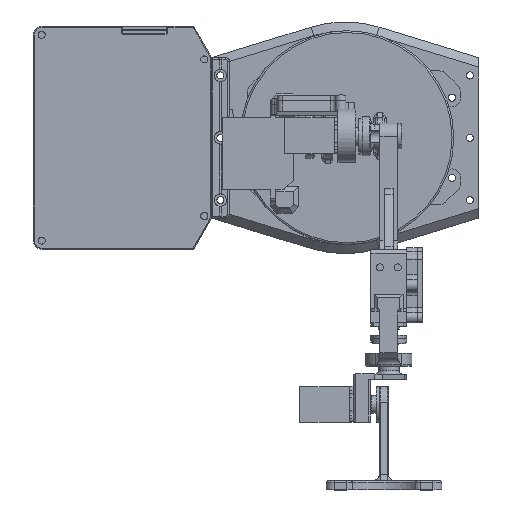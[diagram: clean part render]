
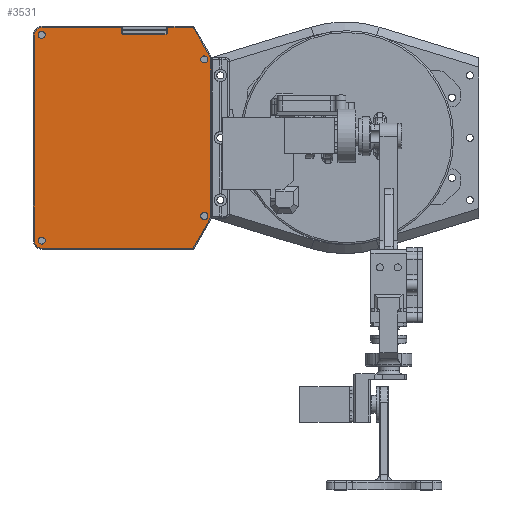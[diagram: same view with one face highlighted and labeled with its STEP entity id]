
A CAD part, top view. The second image highlights one B-rep face of the part: STEP entity #3531.
In plain terms, the highlighted planar face has unit normal (0, 0, 1).
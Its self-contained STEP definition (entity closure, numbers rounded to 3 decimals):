
#3531=ADVANCED_FACE('',(#4784,#4785,#4786,#4787,#4788),#4136,.F.);
#4136=PLANE('',#23299);
#4784=FACE_BOUND('',#6307,.T.);
#4785=FACE_BOUND('',#6308,.T.);
#4786=FACE_BOUND('',#6309,.T.);
#4787=FACE_BOUND('',#6310,.T.);
#4788=FACE_BOUND('',#6311,.T.);
#6307=EDGE_LOOP('',(#12901,#12902,#12903,#12904,#12905,#12906,#12907,#12908,
#12909,#12910,#12911,#12912,#12913,#12914,#12915,#12916,#12917,#12918));
#6308=EDGE_LOOP('',(#12919));
#6309=EDGE_LOOP('',(#12920));
#6310=EDGE_LOOP('',(#12921));
#6311=EDGE_LOOP('',(#12922));
#7375=CIRCLE('',#23287,0.5);
#7376=CIRCLE('',#23288,0.5);
#7377=CIRCLE('',#23289,1.);
#7378=CIRCLE('',#23290,1.);
#7379=CIRCLE('',#23291,4.5);
#7380=CIRCLE('',#23292,4.5);
#7381=CIRCLE('',#23293,0.5);
#7382=CIRCLE('',#23294,0.5);
#7383=CIRCLE('',#23295,2.);
#7384=CIRCLE('',#23296,2.);
#7385=CIRCLE('',#23297,2.);
#7386=CIRCLE('',#23298,2.);
#12901=ORIENTED_EDGE('',*,*,#17890,.T.);
#12902=ORIENTED_EDGE('',*,*,#17891,.T.);
#12903=ORIENTED_EDGE('',*,*,#17892,.T.);
#12904=ORIENTED_EDGE('',*,*,#17893,.T.);
#12905=ORIENTED_EDGE('',*,*,#17894,.T.);
#12906=ORIENTED_EDGE('',*,*,#17895,.T.);
#12907=ORIENTED_EDGE('',*,*,#17896,.T.);
#12908=ORIENTED_EDGE('',*,*,#17897,.T.);
#12909=ORIENTED_EDGE('',*,*,#17898,.T.);
#12910=ORIENTED_EDGE('',*,*,#17899,.T.);
#12911=ORIENTED_EDGE('',*,*,#17900,.T.);
#12912=ORIENTED_EDGE('',*,*,#17901,.T.);
#12913=ORIENTED_EDGE('',*,*,#17902,.T.);
#12914=ORIENTED_EDGE('',*,*,#17903,.T.);
#12915=ORIENTED_EDGE('',*,*,#17904,.T.);
#12916=ORIENTED_EDGE('',*,*,#17905,.T.);
#12917=ORIENTED_EDGE('',*,*,#17906,.T.);
#12918=ORIENTED_EDGE('',*,*,#17907,.T.);
#12919=ORIENTED_EDGE('',*,*,#17908,.T.);
#12920=ORIENTED_EDGE('',*,*,#17909,.T.);
#12921=ORIENTED_EDGE('',*,*,#17910,.T.);
#12922=ORIENTED_EDGE('',*,*,#17911,.T.);
#15061=VERTEX_POINT('',#37743);
#15062=VERTEX_POINT('',#37744);
#15063=VERTEX_POINT('',#37746);
#15064=VERTEX_POINT('',#37748);
#15065=VERTEX_POINT('',#37750);
#15066=VERTEX_POINT('',#37752);
#15067=VERTEX_POINT('',#37754);
#15068=VERTEX_POINT('',#37756);
#15069=VERTEX_POINT('',#37758);
#15070=VERTEX_POINT('',#37760);
#15071=VERTEX_POINT('',#37762);
#15072=VERTEX_POINT('',#37764);
#15073=VERTEX_POINT('',#37766);
#15074=VERTEX_POINT('',#37768);
#15075=VERTEX_POINT('',#37770);
#15076=VERTEX_POINT('',#37772);
#15077=VERTEX_POINT('',#37774);
#15078=VERTEX_POINT('',#37776);
#15079=VERTEX_POINT('',#37779);
#15080=VERTEX_POINT('',#37781);
#15081=VERTEX_POINT('',#37783);
#15082=VERTEX_POINT('',#37785);
#17890=EDGE_CURVE('',#15061,#15062,#7375,.T.);
#17891=EDGE_CURVE('',#15062,#15063,#19521,.T.);
#17892=EDGE_CURVE('',#15063,#15064,#7376,.T.);
#17893=EDGE_CURVE('',#15064,#15065,#19522,.T.);
#17894=EDGE_CURVE('',#15065,#15066,#19523,.T.);
#17895=EDGE_CURVE('',#15066,#15067,#7377,.T.);
#17896=EDGE_CURVE('',#15067,#15068,#19524,.T.);
#17897=EDGE_CURVE('',#15068,#15069,#7378,.T.);
#17898=EDGE_CURVE('',#15069,#15070,#19525,.T.);
#17899=EDGE_CURVE('',#15070,#15071,#19526,.T.);
#17900=EDGE_CURVE('',#15071,#15072,#7379,.T.);
#17901=EDGE_CURVE('',#15072,#15073,#19527,.T.);
#17902=EDGE_CURVE('',#15073,#15074,#7380,.T.);
#17903=EDGE_CURVE('',#15074,#15075,#19528,.T.);
#17904=EDGE_CURVE('',#15075,#15076,#7381,.T.);
#17905=EDGE_CURVE('',#15076,#15077,#19529,.T.);
#17906=EDGE_CURVE('',#15077,#15078,#7382,.T.);
#17907=EDGE_CURVE('',#15078,#15061,#19530,.T.);
#17908=EDGE_CURVE('',#15079,#15079,#7383,.T.);
#17909=EDGE_CURVE('',#15080,#15080,#7384,.T.);
#17910=EDGE_CURVE('',#15081,#15081,#7385,.T.);
#17911=EDGE_CURVE('',#15082,#15082,#7386,.T.);
#19521=LINE('',#37745,#21104);
#19522=LINE('',#37749,#21105);
#19523=LINE('',#37751,#21106);
#19524=LINE('',#37755,#21107);
#19525=LINE('',#37759,#21108);
#19526=LINE('',#37761,#21109);
#19527=LINE('',#37765,#21110);
#19528=LINE('',#37769,#21111);
#19529=LINE('',#37773,#21112);
#19530=LINE('',#37777,#21113);
#21104=VECTOR('',#29124,1.);
#21105=VECTOR('',#29127,1.);
#21106=VECTOR('',#29128,1.);
#21107=VECTOR('',#29131,1.);
#21108=VECTOR('',#29134,1.);
#21109=VECTOR('',#29135,1.);
#21110=VECTOR('',#29138,1.);
#21111=VECTOR('',#29141,1.);
#21112=VECTOR('',#29144,1.);
#21113=VECTOR('',#29147,1.);
#23287=AXIS2_PLACEMENT_3D('',#37742,#29122,#29123);
#23288=AXIS2_PLACEMENT_3D('',#37747,#29125,#29126);
#23289=AXIS2_PLACEMENT_3D('',#37753,#29129,#29130);
#23290=AXIS2_PLACEMENT_3D('',#37757,#29132,#29133);
#23291=AXIS2_PLACEMENT_3D('',#37763,#29136,#29137);
#23292=AXIS2_PLACEMENT_3D('',#37767,#29139,#29140);
#23293=AXIS2_PLACEMENT_3D('',#37771,#29142,#29143);
#23294=AXIS2_PLACEMENT_3D('',#37775,#29145,#29146);
#23295=AXIS2_PLACEMENT_3D('',#37778,#29148,#29149);
#23296=AXIS2_PLACEMENT_3D('',#37780,#29150,#29151);
#23297=AXIS2_PLACEMENT_3D('',#37782,#29152,#29153);
#23298=AXIS2_PLACEMENT_3D('',#37784,#29154,#29155);
#23299=AXIS2_PLACEMENT_3D('',#37786,#29156,#29157);
#29122=DIRECTION('',(0.,0.,1.));
#29123=DIRECTION('',(-1.,0.,0.));
#29124=DIRECTION('',(0.496,-0.868,0.));
#29125=DIRECTION('',(0.,0.,1.));
#29126=DIRECTION('',(-1.,0.,0.));
#29127=DIRECTION('',(1.,0.,0.));
#29128=DIRECTION('',(0.,1.,0.));
#29129=DIRECTION('',(0.,0.,-1.));
#29130=DIRECTION('',(-1.,0.,0.));
#29131=DIRECTION('',(1.,0.,0.));
#29132=DIRECTION('',(0.,0.,-1.));
#29133=DIRECTION('',(-1.,0.,0.));
#29134=DIRECTION('',(0.,-1.,0.));
#29135=DIRECTION('',(1.,0.,0.));
#29136=DIRECTION('',(0.,0.,1.));
#29137=DIRECTION('',(-1.,0.,0.));
#29138=DIRECTION('',(0.,1.,0.));
#29139=DIRECTION('',(0.,0.,1.));
#29140=DIRECTION('',(-1.,0.,0.));
#29141=DIRECTION('',(-1.,0.,0.));
#29142=DIRECTION('',(0.,0.,1.));
#29143=DIRECTION('',(-1.,0.,0.));
#29144=DIRECTION('',(-0.496,-0.868,0.));
#29145=DIRECTION('',(0.,0.,1.));
#29146=DIRECTION('',(-1.,0.,0.));
#29147=DIRECTION('',(0.,-1.,0.));
#29148=DIRECTION('',(0.,0.,-1.));
#29149=DIRECTION('',(1.,0.,0.));
#29150=DIRECTION('',(0.,0.,-1.));
#29151=DIRECTION('',(1.,0.,0.));
#29152=DIRECTION('',(0.,0.,-1.));
#29153=DIRECTION('',(1.,0.,0.));
#29154=DIRECTION('',(0.,0.,-1.));
#29155=DIRECTION('',(1.,0.,0.));
#29156=DIRECTION('',(0.,0.,-1.));
#29157=DIRECTION('',(-1.,0.,0.));
#37742=CARTESIAN_POINT('',(-9.,-44.734,52.));
#37743=CARTESIAN_POINT('',(-9.5,-44.734,52.));
#37744=CARTESIAN_POINT('',(-9.434,-44.983,52.));
#37745=CARTESIAN_POINT('',(0.146,-61.748,52.));
#37746=CARTESIAN_POINT('',(0.146,-61.748,52.));
#37747=CARTESIAN_POINT('',(0.58,-61.5,52.));
#37748=CARTESIAN_POINT('',(0.58,-62.,52.));
#37749=CARTESIAN_POINT('',(14.5,-62.,52.));
#37750=CARTESIAN_POINT('',(14.5,-62.,52.));
#37751=CARTESIAN_POINT('',(14.5,-59.,52.));
#37752=CARTESIAN_POINT('',(14.5,-59.,52.));
#37753=CARTESIAN_POINT('',(15.5,-59.,52.));
#37754=CARTESIAN_POINT('',(15.5,-58.,52.));
#37755=CARTESIAN_POINT('',(39.5,-58.,52.));
#37756=CARTESIAN_POINT('',(39.5,-58.,52.));
#37757=CARTESIAN_POINT('',(39.5,-59.,52.));
#37758=CARTESIAN_POINT('',(40.5,-59.,52.));
#37759=CARTESIAN_POINT('',(40.5,-62.,52.));
#37760=CARTESIAN_POINT('',(40.5,-62.,52.));
#37761=CARTESIAN_POINT('',(85.,-62.,52.));
#37762=CARTESIAN_POINT('',(85.,-62.,52.));
#37763=CARTESIAN_POINT('',(85.,-57.5,52.));
#37764=CARTESIAN_POINT('',(89.5,-57.5,52.));
#37765=CARTESIAN_POINT('',(89.5,57.5,52.));
#37766=CARTESIAN_POINT('',(89.5,57.5,52.));
#37767=CARTESIAN_POINT('',(85.,57.5,52.));
#37768=CARTESIAN_POINT('',(85.,62.,52.));
#37769=CARTESIAN_POINT('',(0.58,62.,52.));
#37770=CARTESIAN_POINT('',(0.58,62.,52.));
#37771=CARTESIAN_POINT('',(0.58,61.5,52.));
#37772=CARTESIAN_POINT('',(0.146,61.748,52.));
#37773=CARTESIAN_POINT('',(-9.434,44.983,52.));
#37774=CARTESIAN_POINT('',(-9.434,44.983,52.));
#37775=CARTESIAN_POINT('',(-9.,44.734,52.));
#37776=CARTESIAN_POINT('',(-9.5,44.734,52.));
#37777=CARTESIAN_POINT('',(-9.5,-44.734,52.));
#37778=CARTESIAN_POINT('',(85.25,57.75,52.));
#37779=CARTESIAN_POINT('',(87.25,57.75,52.));
#37780=CARTESIAN_POINT('',(-6.,43.938,52.));
#37781=CARTESIAN_POINT('',(-4.,43.938,52.));
#37782=CARTESIAN_POINT('',(-6.,-43.938,52.));
#37783=CARTESIAN_POINT('',(-4.,-43.938,52.));
#37784=CARTESIAN_POINT('',(85.25,-57.75,52.));
#37785=CARTESIAN_POINT('',(87.25,-57.75,52.));
#37786=CARTESIAN_POINT('',(85.,57.5,52.));
